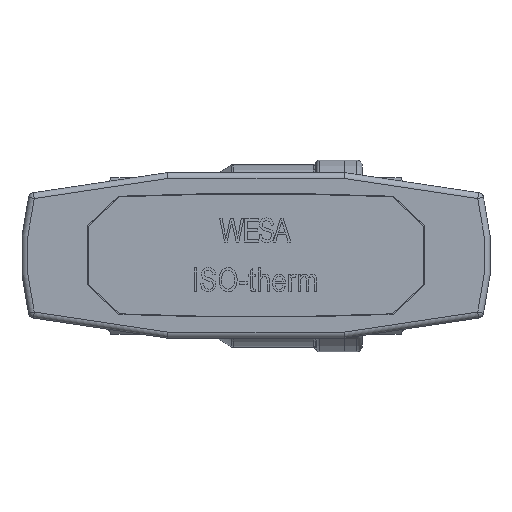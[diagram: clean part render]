
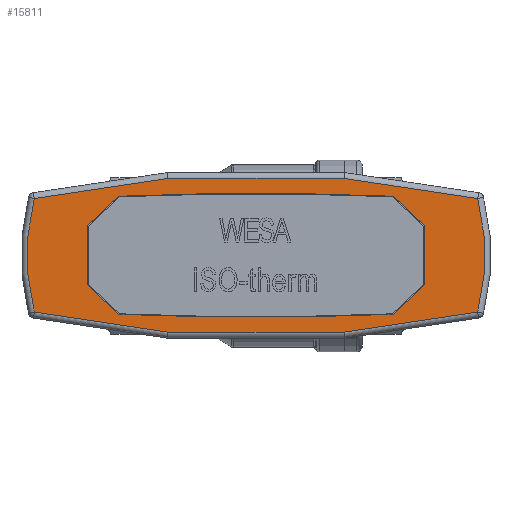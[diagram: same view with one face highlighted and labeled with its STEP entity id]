
A CAD part, top view. The second image highlights one B-rep face of the part: STEP entity #15811.
In plain terms, the highlighted planar face has unit normal (0, 0, 1).
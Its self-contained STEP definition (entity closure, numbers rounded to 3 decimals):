
#762=PLANE('',#16987);
#2370=LINE('',#25631,#3868);
#2388=LINE('',#25689,#3886);
#2420=LINE('',#25771,#3918);
#2421=LINE('',#25773,#3919);
#2422=LINE('',#25777,#3920);
#2423=LINE('',#25778,#3921);
#2424=LINE('',#25782,#3922);
#2425=LINE('',#25784,#3923);
#2426=LINE('',#25786,#3924);
#2427=LINE('',#25790,#3925);
#2428=LINE('',#25792,#3926);
#2429=LINE('',#25794,#3927);
#3868=VECTOR('',#20557,1000.);
#3886=VECTOR('',#20611,1000.);
#3918=VECTOR('',#20697,1000.);
#3919=VECTOR('',#20698,1000.);
#3920=VECTOR('',#20701,1000.);
#3921=VECTOR('',#20702,1000.);
#3922=VECTOR('',#20705,1000.);
#3923=VECTOR('',#20706,1000.);
#3924=VECTOR('',#20707,1000.);
#3925=VECTOR('',#20710,1000.);
#3926=VECTOR('',#20711,1000.);
#3927=VECTOR('',#20712,1000.);
#7745=ORIENTED_EDGE('',*,*,#9893,.F.);
#7746=ORIENTED_EDGE('',*,*,#9894,.F.);
#7747=ORIENTED_EDGE('',*,*,#9895,.T.);
#7748=ORIENTED_EDGE('',*,*,#9896,.T.);
#7749=ORIENTED_EDGE('',*,*,#9822,.T.);
#7750=ORIENTED_EDGE('',*,*,#9897,.T.);
#7751=ORIENTED_EDGE('',*,*,#9891,.T.);
#7752=ORIENTED_EDGE('',*,*,#9851,.F.);
#7753=ORIENTED_EDGE('',*,*,#9898,.T.);
#7754=ORIENTED_EDGE('',*,*,#9899,.F.);
#7755=ORIENTED_EDGE('',*,*,#9900,.F.);
#7756=ORIENTED_EDGE('',*,*,#9901,.F.);
#7757=ORIENTED_EDGE('',*,*,#9902,.F.);
#7758=ORIENTED_EDGE('',*,*,#9903,.F.);
#7759=ORIENTED_EDGE('',*,*,#9904,.F.);
#7760=ORIENTED_EDGE('',*,*,#9905,.F.);
#9822=EDGE_CURVE('',#11213,#11214,#2370,.T.);
#9851=EDGE_CURVE('',#11235,#11219,#2388,.T.);
#9891=EDGE_CURVE('',#11222,#11219,#11570,.T.);
#9893=EDGE_CURVE('',#11258,#11235,#2420,.T.);
#9894=EDGE_CURVE('',#11259,#11258,#2421,.T.);
#9895=EDGE_CURVE('',#11259,#11260,#11572,.T.);
#9896=EDGE_CURVE('',#11260,#11213,#2422,.T.);
#9897=EDGE_CURVE('',#11214,#11222,#2423,.T.);
#9898=EDGE_CURVE('',#11261,#11262,#11573,.T.);
#9899=EDGE_CURVE('',#11263,#11262,#2424,.T.);
#9900=EDGE_CURVE('',#11264,#11263,#2425,.T.);
#9901=EDGE_CURVE('',#11265,#11264,#2426,.T.);
#9902=EDGE_CURVE('',#11266,#11265,#11574,.T.);
#9903=EDGE_CURVE('',#11267,#11266,#2427,.T.);
#9904=EDGE_CURVE('',#11268,#11267,#2428,.T.);
#9905=EDGE_CURVE('',#11261,#11268,#2429,.T.);
#11213=VERTEX_POINT('',#25632);
#11214=VERTEX_POINT('',#25633);
#11219=VERTEX_POINT('',#25644);
#11222=VERTEX_POINT('',#25651);
#11235=VERTEX_POINT('',#25690);
#11258=VERTEX_POINT('',#25772);
#11259=VERTEX_POINT('',#25774);
#11260=VERTEX_POINT('',#25776);
#11261=VERTEX_POINT('',#25780);
#11262=VERTEX_POINT('',#25781);
#11263=VERTEX_POINT('',#25783);
#11264=VERTEX_POINT('',#25785);
#11265=VERTEX_POINT('',#25787);
#11266=VERTEX_POINT('',#25789);
#11267=VERTEX_POINT('',#25791);
#11268=VERTEX_POINT('',#25793);
#11570=CIRCLE('',#16985,38.75);
#11572=CIRCLE('',#16988,38.75);
#11573=CIRCLE('',#16989,538.206);
#11574=CIRCLE('',#16990,538.206);
#12439=EDGE_LOOP('',(#7745,#7746,#7747,#7748,#7749,#7750,#7751,#7752));
#12440=EDGE_LOOP('',(#7753,#7754,#7755,#7756,#7757,#7758,#7759,#7760));
#13348=FACE_BOUND('',#12439,.T.);
#13349=FACE_BOUND('',#12440,.T.);
#15811=ADVANCED_FACE('',(#13348,#13349),#762,.T.);
#16985=AXIS2_PLACEMENT_3D('',#25768,#20691,#20692);
#16987=AXIS2_PLACEMENT_3D('',#25770,#20695,#20696);
#16988=AXIS2_PLACEMENT_3D('',#25775,#20699,#20700);
#16989=AXIS2_PLACEMENT_3D('',#25779,#20703,#20704);
#16990=AXIS2_PLACEMENT_3D('',#25788,#20708,#20709);
#20557=DIRECTION('',(1.,0.,0.));
#20611=DIRECTION('',(0.989,-0.148,0.));
#20691=DIRECTION('',(0.,0.,1.));
#20692=DIRECTION('',(1.,0.,0.));
#20695=DIRECTION('',(0.,0.,1.));
#20696=DIRECTION('',(1.,0.,0.));
#20697=DIRECTION('',(1.,0.,0.));
#20698=DIRECTION('',(0.989,0.148,0.));
#20699=DIRECTION('',(0.,0.,1.));
#20700=DIRECTION('',(1.,0.,0.));
#20701=DIRECTION('',(0.989,-0.148,0.));
#20702=DIRECTION('',(0.989,0.148,0.));
#20703=DIRECTION('',(0.,0.,-1.));
#20704=DIRECTION('',(1.,0.,0.));
#20705=DIRECTION('',(0.728,-0.686,0.));
#20706=DIRECTION('',(0.,-1.,0.));
#20707=DIRECTION('',(-0.728,-0.686,0.));
#20708=DIRECTION('',(0.,0.,1.));
#20709=DIRECTION('',(1.,0.,0.));
#20710=DIRECTION('',(-0.728,0.686,0.));
#20711=DIRECTION('',(0.,1.,0.));
#20712=DIRECTION('',(0.728,0.686,0.));
#25631=CARTESIAN_POINT('',(-15.,-13.,48.));
#25632=CARTESIAN_POINT('',(-14.925,-13.,48.));
#25633=CARTESIAN_POINT('',(14.925,-13.,48.));
#25644=CARTESIAN_POINT('',(37.54,9.609,48.));
#25651=CARTESIAN_POINT('',(37.54,-9.609,48.));
#25689=CARTESIAN_POINT('',(4.164,14.614,48.));
#25690=CARTESIAN_POINT('',(14.925,13.,48.));
#25768=CARTESIAN_POINT('',(0.,0.,48.));
#25770=CARTESIAN_POINT('',(4.164,7.588,48.));
#25771=CARTESIAN_POINT('',(4.164,13.,48.));
#25772=CARTESIAN_POINT('',(-14.925,13.,48.));
#25773=CARTESIAN_POINT('',(4.164,15.863,48.));
#25774=CARTESIAN_POINT('',(-37.54,9.609,48.));
#25775=CARTESIAN_POINT('',(0.,0.,48.));
#25776=CARTESIAN_POINT('',(-37.54,-9.609,48.));
#25777=CARTESIAN_POINT('',(4.164,-15.863,48.));
#25778=CARTESIAN_POINT('',(4.164,-14.614,48.));
#25779=CARTESIAN_POINT('',(0.,527.706,48.));
#25780=CARTESIAN_POINT('',(23.194,-10.,48.));
#25781=CARTESIAN_POINT('',(-23.194,-10.,48.));
#25782=CARTESIAN_POINT('',(0.,-31.856,48.));
#25783=CARTESIAN_POINT('',(-28.5,-5.,48.));
#25784=CARTESIAN_POINT('',(-28.5,0.,48.));
#25785=CARTESIAN_POINT('',(-28.5,5.,48.));
#25786=CARTESIAN_POINT('',(0.,31.856,48.));
#25787=CARTESIAN_POINT('',(-23.194,10.,48.));
#25788=CARTESIAN_POINT('',(0.,-527.706,48.));
#25789=CARTESIAN_POINT('',(23.194,10.,48.));
#25790=CARTESIAN_POINT('',(0.,31.856,48.));
#25791=CARTESIAN_POINT('',(28.5,5.,48.));
#25792=CARTESIAN_POINT('',(28.5,0.,48.));
#25793=CARTESIAN_POINT('',(28.5,-5.,48.));
#25794=CARTESIAN_POINT('',(0.,-31.856,48.));
